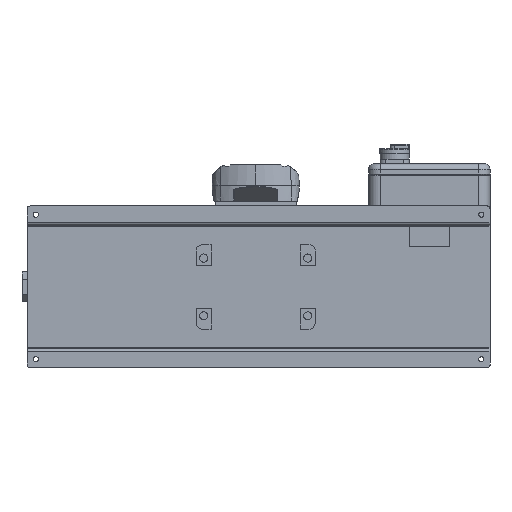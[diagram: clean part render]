
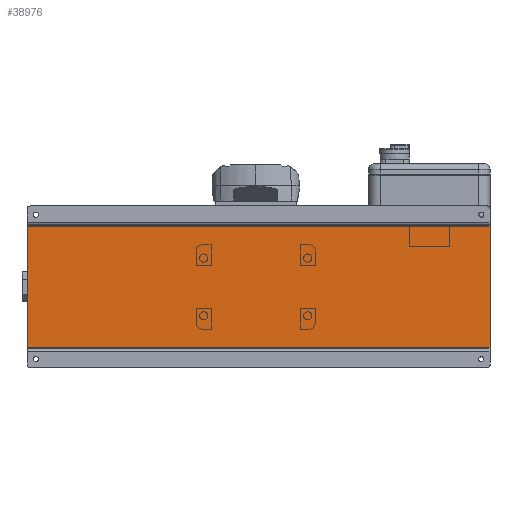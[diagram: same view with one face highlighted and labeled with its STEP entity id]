
A CAD part, front view. The second image highlights one B-rep face of the part: STEP entity #38976.
In plain terms, the highlighted planar face has unit normal (0, -1, 0).
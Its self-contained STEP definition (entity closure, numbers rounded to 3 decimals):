
#230 = EDGE_CURVE ( 'NONE', #53808, #3996, #49713, .T. ) ;
#876 = VERTEX_POINT ( 'NONE', #66545 ) ;
#2985 = EDGE_CURVE ( 'NONE', #876, #76136, #69911, .T. ) ;
#3996 = VERTEX_POINT ( 'NONE', #33174 ) ;
#5458 = CARTESIAN_POINT ( 'NONE',  ( 405., -11., 105. ) ) ;
#7895 = DIRECTION ( 'NONE',  ( 0., 0., -1. ) ) ;
#8341 = VECTOR ( 'NONE', #35744, 1000. ) ;
#8649 = DIRECTION ( 'NONE',  ( 0., 0., -1. ) ) ;
#8897 = EDGE_LOOP ( 'NONE', ( #88765, #69692, #29946, #68946 ) ) ;
#12898 = VECTOR ( 'NONE', #8649, 1000. ) ;
#27961 = VECTOR ( 'NONE', #62821, 1000. ) ;
#29946 = ORIENTED_EDGE ( 'NONE', *, *, #230, .F. ) ;
#33174 = CARTESIAN_POINT ( 'NONE',  ( 405., -11., -105. ) ) ;
#35148 = CARTESIAN_POINT ( 'NONE',  ( 405., -11., -105. ) ) ;
#35744 = DIRECTION ( 'NONE',  ( -1., 0., 0. ) ) ;
#38976 = ADVANCED_FACE ( 'NONE', ( #64588 ), #84981, .F. ) ;
#43819 = CARTESIAN_POINT ( 'NONE',  ( 405., -11., 105. ) ) ;
#44231 = CARTESIAN_POINT ( 'NONE',  ( 405., -11., -105. ) ) ;
#47284 = AXIS2_PLACEMENT_3D ( 'NONE', #44231, #49266, #76899 ) ;
#49266 = DIRECTION ( 'NONE',  ( 0., 1., 0. ) ) ;
#49406 = CARTESIAN_POINT ( 'NONE',  ( -395., -11., -105. ) ) ;
#49713 = LINE ( 'NONE', #43819, #62064 ) ;
#53808 = VERTEX_POINT ( 'NONE', #85484 ) ;
#61230 = EDGE_CURVE ( 'NONE', #3996, #76136, #67844, .T. ) ;
#62064 = VECTOR ( 'NONE', #7895, 1000. ) ;
#62821 = DIRECTION ( 'NONE',  ( -1., 0., 0. ) ) ;
#64588 = FACE_OUTER_BOUND ( 'NONE', #8897, .T. ) ;
#66545 = CARTESIAN_POINT ( 'NONE',  ( -395., -11., 105. ) ) ;
#67844 = LINE ( 'NONE', #35148, #27961 ) ;
#68946 = ORIENTED_EDGE ( 'NONE', *, *, #87279, .T. ) ;
#69692 = ORIENTED_EDGE ( 'NONE', *, *, #61230, .F. ) ;
#69911 = LINE ( 'NONE', #78123, #12898 ) ;
#76136 = VERTEX_POINT ( 'NONE', #49406 ) ;
#76899 = DIRECTION ( 'NONE',  ( 0., 0., 1. ) ) ;
#77478 = LINE ( 'NONE', #5458, #8341 ) ;
#78123 = CARTESIAN_POINT ( 'NONE',  ( -395., -11., -105. ) ) ;
#84981 = PLANE ( 'NONE',  #47284 ) ;
#85484 = CARTESIAN_POINT ( 'NONE',  ( 405., -11., 105. ) ) ;
#87279 = EDGE_CURVE ( 'NONE', #53808, #876, #77478, .T. ) ;
#88765 = ORIENTED_EDGE ( 'NONE', *, *, #2985, .T. ) ;
